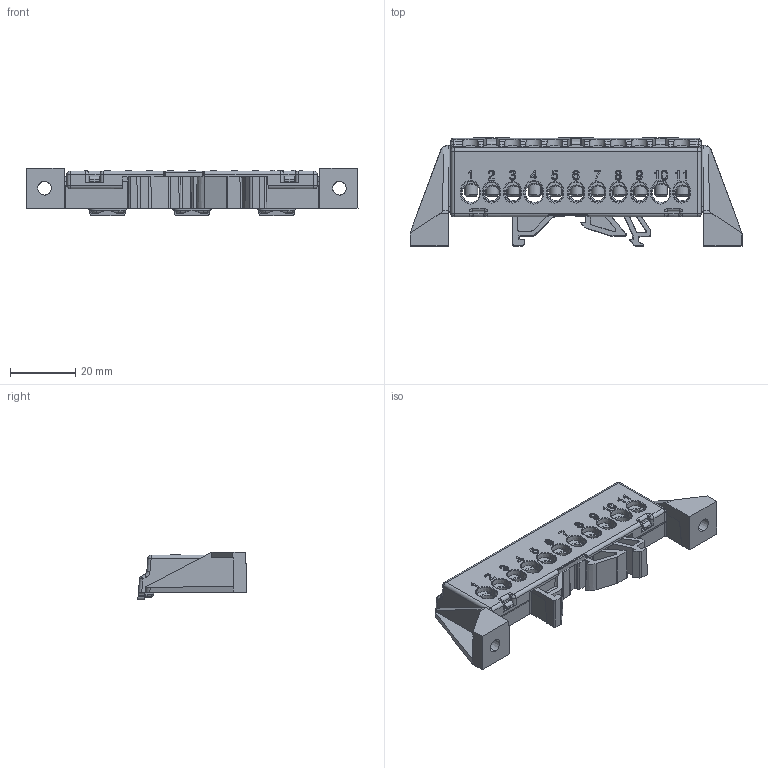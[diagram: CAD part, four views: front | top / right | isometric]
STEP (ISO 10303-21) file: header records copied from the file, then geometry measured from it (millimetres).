
FILE_DESCRIPTION (( 'STEP AP214' ), '1' );
FILE_NAME ('KSN-2-6x9-11.STEP', '2023-11-03T08:03:57', ( '' ), ( '' ), 'SwSTEP 2.0', 'SolidWorks 2022', '' );
FILE_SCHEMA (( 'AUTOMOTIVE_DESIGN' ));
Length unit declared in the file: millimetre
Products named in the file (6): KSN-2-6x9-11; BHBT-3-6x9.11.00; BHBT-3-6x9.11.01 4+4; Cover 11_obr; Винт М4х8; Holder 11-уклон_уклоны
Assembly tree (15 placements, depth 3):
  KSN-2-6x9-11
    Holder 11-уклон_уклоны
    Cover 11_obr
    BHBT-3-6x9.11.00
      BHBT-3-6x9.11.01 4+4
      Винт М4х8  x11
Bounding box: 102.13 x 33.38 x 14.7 mm (x, y, z)
Volume: 15244.2 mm3; surface area: 19829 mm2
Topology: 14 solids, 14 shells, 1476 faces, 4020 edges, 2573 vertices
Faces by surface type: plane 736, cylinder 364, cone 140, bspline 121, torus 103, sphere 12
Entity records: 44245 total; most frequent: CARTESIAN_POINT 15208, ORIENTED_EDGE 6544, DIRECTION 5223, EDGE_CURVE 3272, VERTEX_POINT 2091, VECTOR 1997, LINE 1997, AXIS2_PLACEMENT_3D 1613
